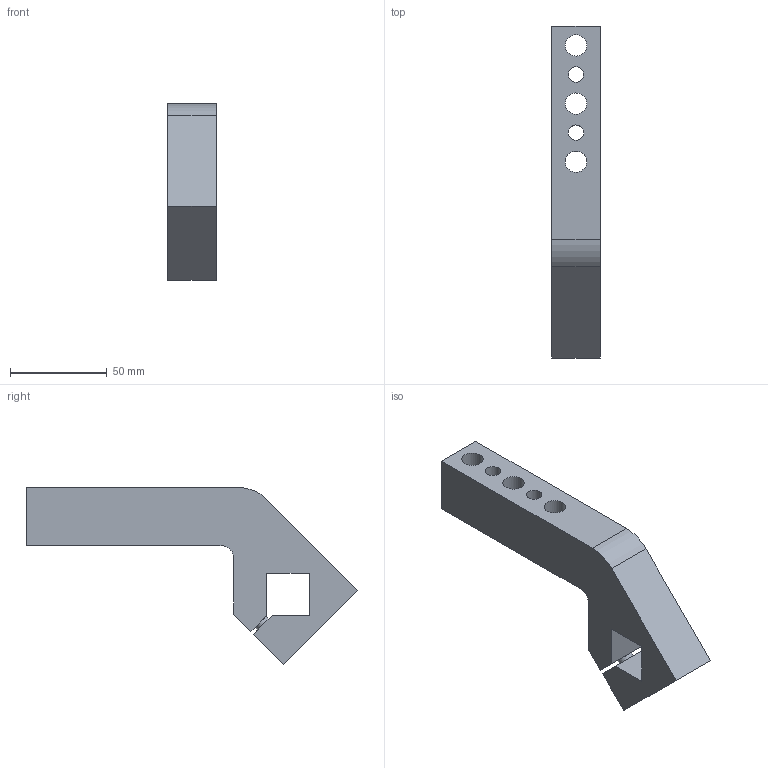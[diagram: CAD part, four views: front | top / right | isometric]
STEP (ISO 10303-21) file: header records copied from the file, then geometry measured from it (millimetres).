
FILE_DESCRIPTION(/* description */ (''),/* implementation_level */ '2;1');
FILE_NAME(/* name */ 'QNACA019M.stp',/* time_stamp */ '2018-10-18T14:52:48+02:00',/* author */ ('donadda1'),/* organization */ ('Pneumax S.p.A.'),/* preprocessor_version */ 'ST-DEVELOPER v17',/* originating_system */ 'Autodesk Inventor 2019',/* authorisation */ '');
FILE_SCHEMA (('AUTOMOTIVE_DESIGN { 1 0 10303 214 3 1 1 }'));
Length unit declared in the file: millimetre
Products named in the file (1): QNACA019M
Bounding box: 25 x 171.06 x 91.06 mm (x, y, z)
Volume: 140331.2 mm3; surface area: 29949.8 mm2
Topology: 1 solids, 1 shells, 24 faces, 66 edges, 44 vertices
Faces by surface type: plane 16, cylinder 8
Full cylindrical faces by diameter (mm): 8 x3, 11 x3
Entity records: 829 total; most frequent: CARTESIAN_POINT 135, ORIENTED_EDGE 132, DIRECTION 132, EDGE_CURVE 66, LINE 50, VECTOR 50, VERTEX_POINT 44, AXIS2_PLACEMENT_3D 41
